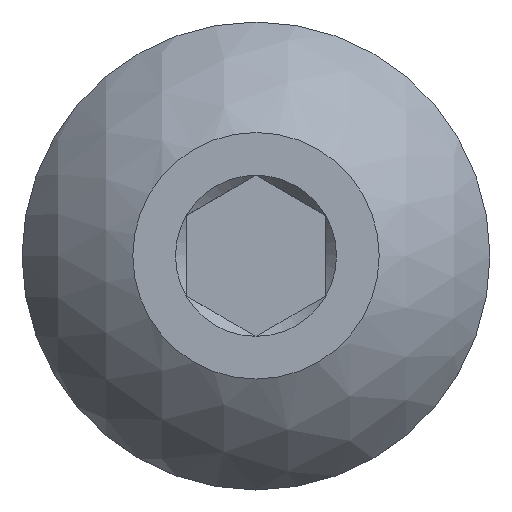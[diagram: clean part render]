
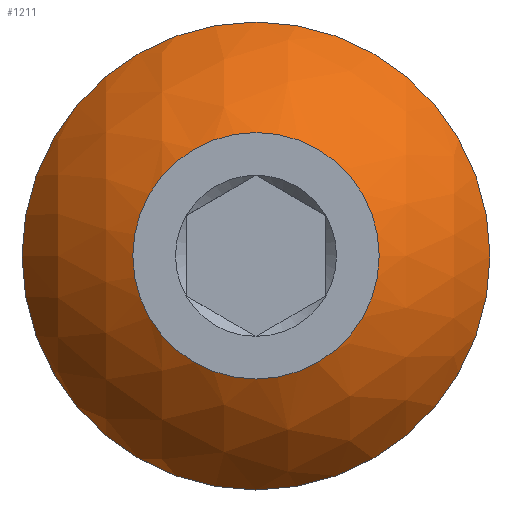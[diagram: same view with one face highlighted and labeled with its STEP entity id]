
A CAD part, top view. The second image highlights one B-rep face of the part: STEP entity #1211.
In plain terms, the highlighted spherical face has radius 3.76 mm.
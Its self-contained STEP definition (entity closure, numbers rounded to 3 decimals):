
#27=FACE_BOUND('',#211,.T.);
#30=SPHERICAL_SURFACE('',#1303,3.759);
#140=FACE_OUTER_BOUND('',#210,.T.);
#210=EDGE_LOOP('',(#934,#935));
#211=EDGE_LOOP('',(#936));
#238=CIRCLE('',#1299,3.327);
#239=CIRCLE('',#1300,3.327);
#242=CIRCLE('',#1304,1.753);
#529=VERTEX_POINT('',#4176);
#530=VERTEX_POINT('',#4177);
#533=VERTEX_POINT('',#4186);
#696=EDGE_CURVE('',#529,#530,#238,.T.);
#697=EDGE_CURVE('',#530,#529,#239,.T.);
#701=EDGE_CURVE('',#533,#533,#242,.T.);
#934=ORIENTED_EDGE('',*,*,#696,.T.);
#935=ORIENTED_EDGE('',*,*,#697,.T.);
#936=ORIENTED_EDGE('',*,*,#701,.F.);
#1211=ADVANCED_FACE('',(#140,#27),#30,.T.);
#1299=AXIS2_PLACEMENT_3D('',#4178,#1487,#1488);
#1300=AXIS2_PLACEMENT_3D('',#4179,#1489,#1490);
#1303=AXIS2_PLACEMENT_3D('',#4185,#1496,#1497);
#1304=AXIS2_PLACEMENT_3D('',#4187,#1498,#1499);
#1487=DIRECTION('center_axis',(0.,0.,1.));
#1488=DIRECTION('ref_axis',(1.,0.,0.));
#1489=DIRECTION('center_axis',(0.,0.,1.));
#1490=DIRECTION('ref_axis',(1.,0.,0.));
#1496=DIRECTION('center_axis',(1.,0.,0.));
#1497=DIRECTION('ref_axis',(0.,-1.,0.));
#1498=DIRECTION('center_axis',(0.,0.,1.));
#1499=DIRECTION('ref_axis',(1.,0.,0.));
#4176=CARTESIAN_POINT('',(0.,-3.327,-1.576));
#4177=CARTESIAN_POINT('',(-3.327,0.,-1.576));
#4178=CARTESIAN_POINT('Origin',(0.,0.,-1.576));
#4179=CARTESIAN_POINT('Origin',(0.,0.,-1.576));
#4185=CARTESIAN_POINT('Origin',(0.,0.,
-3.326));
#4186=CARTESIAN_POINT('',(0.,-1.753,0.));
#4187=CARTESIAN_POINT('Origin',(0.,0.,0.));
